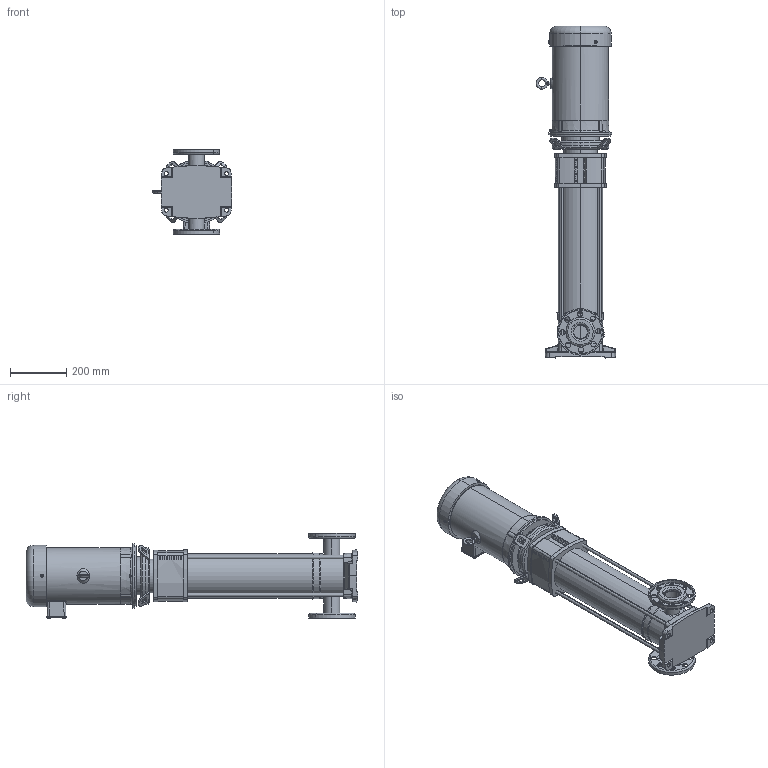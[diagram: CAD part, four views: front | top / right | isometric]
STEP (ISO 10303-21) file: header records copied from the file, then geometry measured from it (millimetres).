
FILE_DESCRIPTION (( 'STEP AP203' ), '1' );
FILE_NAME ('HELIX V50-08_460V.step', '2017-10-26T18:15:41', ( '' ), ( '' ), 'SwSTEP 2.0', 'SolidWorks 2017', '' );
FILE_SCHEMA (( 'CONFIG_CONTROL_DESIGN' ));
Length unit declared in the file: inch
Products named in the file (5): HELIX V50-08_460V; Helix Base 50-80; ANSI Flange 2 IN; BALDOR NEMA V2 7.5HP_2; HELIX V50-08
Assembly tree (5 placements, depth 2):
  HELIX V50-08_460V
    BALDOR NEMA V2 7.5HP_2
    HELIX V50-08
    ANSI Flange 2 IN  x2
    Helix Base 50-80
Bounding box: 282.98 x 1179.17 x 302.54 mm (x, y, z)
Volume: 28686391.9 mm3; surface area: 1570210.4 mm2
Topology: 15 solids, 15 shells, 2227 faces, 5769 edges, 3764 vertices
Faces by surface type: plane 1059, cylinder 821, cone 102, sphere 99, torus 78, bspline 68
Entity records: 72225 total; most frequent: CARTESIAN_POINT 16915, DIRECTION 11792, ORIENTED_EDGE 11290, EDGE_CURVE 5645, AXIS2_PLACEMENT_3D 4359, VERTEX_POINT 3690, LINE 3074, VECTOR 3074
